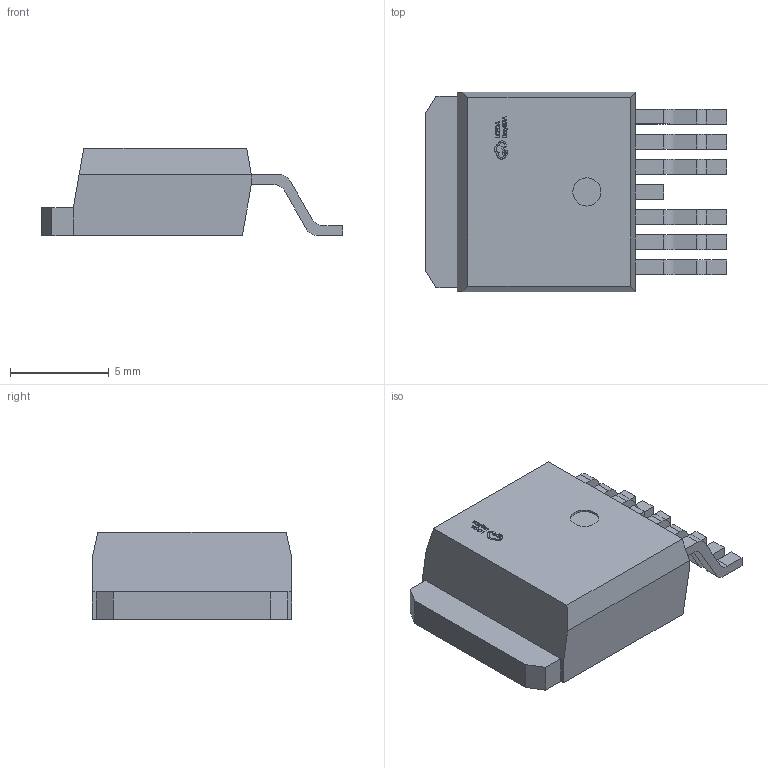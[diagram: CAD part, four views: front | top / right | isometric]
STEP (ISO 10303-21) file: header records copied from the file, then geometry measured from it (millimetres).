
FILE_DESCRIPTION (( 'STEP AP214' ), '1' );
FILE_NAME ('D2PAK-7_L10.6-W9.6-P1.27-LS15.9-BR.step', '2022-07-08T03:53:18', ( '' ), ( '' ), 'SwSTEP 2.0', 'SolidWorks 2020', '' );
FILE_SCHEMA (( 'AUTOMOTIVE_DESIGN' ));
Length unit declared in the file: millimetre
Products named in the file (1): D2PAK-7_L10.6-W9.6-P1.27-LS15.9-BR
Bounding box: 15.24 x 10.1 x 4.41 mm (x, y, z)
Volume: 417.3 mm3; surface area: 459.6 mm2
Topology: 1 solids, 1 shells, 402 faces, 1085 edges, 712 vertices
Faces by surface type: plane 261, bspline 114, cylinder 27
Entity records: 16603 total; most frequent: CARTESIAN_POINT 4562, ORIENTED_EDGE 2170, DIRECTION 1485, EDGE_CURVE 1085, LINE 799, VECTOR 799, VERTEX_POINT 712, EDGE_LOOP 429
